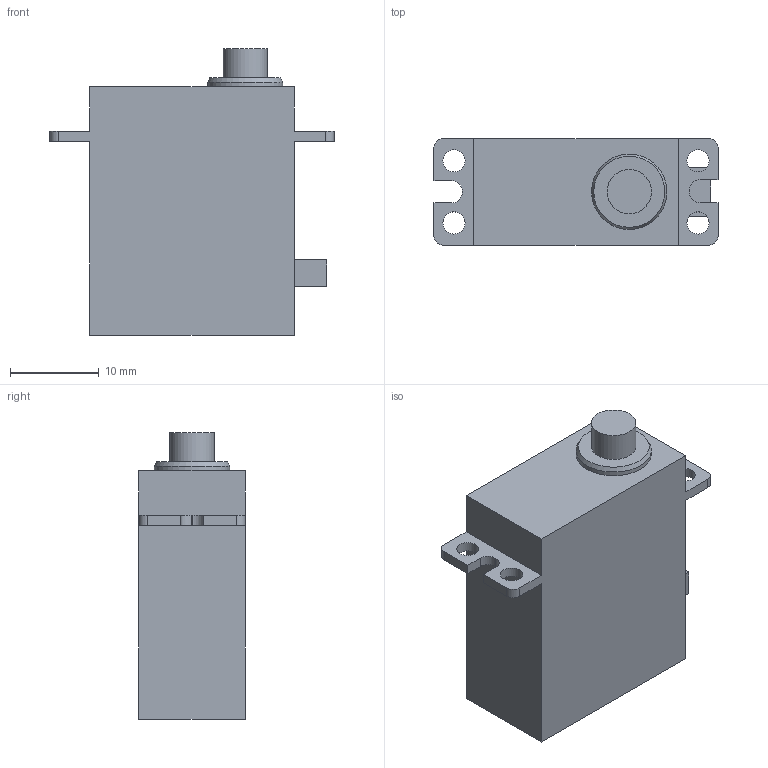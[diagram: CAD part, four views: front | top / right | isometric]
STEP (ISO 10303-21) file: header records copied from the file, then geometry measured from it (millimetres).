
FILE_DESCRIPTION(('STEP AP242'), '1');
FILE_NAME('JX Servo PDI-HV2006MG', '', ('UNSPECIFIED'), ('UNSPECIFIED'), 'C3D Converter', 'C3D Toolkit', '');
FILE_SCHEMA(('AP242_MANAGED_MODEL_BASED_3D_ENGINEERING_MIM_LF { 1 0 10303 442 1 1 4 }'));
Length unit declared in the file: millimetre
Bounding box: 32 x 12 x 32.3 mm (x, y, z)
Volume: 7992.1 mm3; surface area: 2859.9 mm2
Topology: 1 solids, 1 shells, 44 faces, 116 edges, 77 vertices
Faces by surface type: plane 29, cylinder 14, cone 1
Full cylindrical faces by diameter (mm): 2.5 x4, 5 x1, 8.5 x1
Entity records: 1382 total; most frequent: CARTESIAN_POINT 231, DIRECTION 228, ORIENTED_EDGE 218, EDGE_CURVE 109, LINE 80, VECTOR 80, VERTEX_POINT 77, AXIS2_PLACEMENT_3D 74
